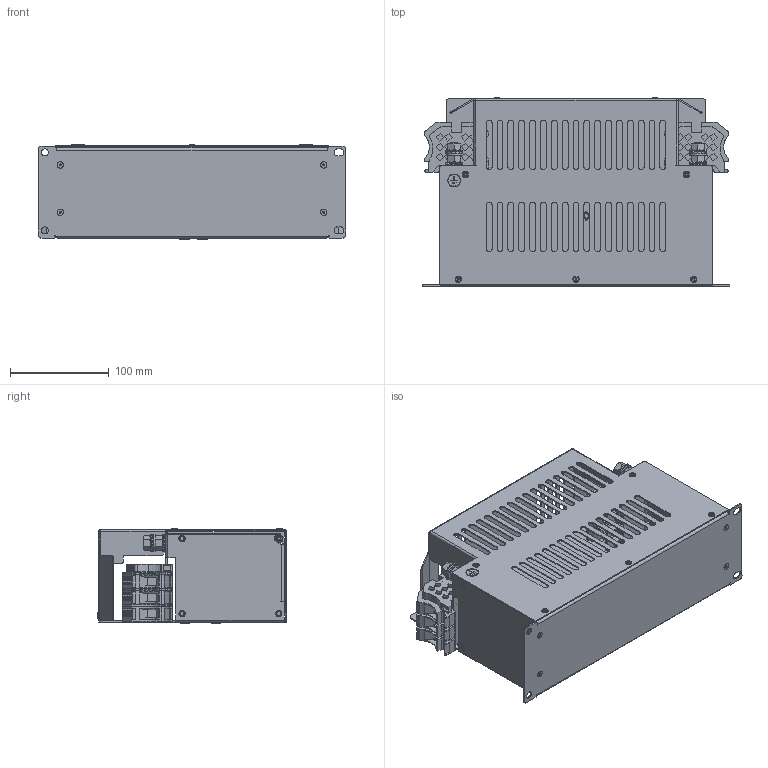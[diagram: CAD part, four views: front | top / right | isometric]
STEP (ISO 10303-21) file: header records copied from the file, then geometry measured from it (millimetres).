
FILE_DESCRIPTION (( 'STEP AP214' ), '1' );
FILE_NAME ('KMF3100A.STEP', '2020-02-24T18:42:03', ( '' ), ( '' ), 'SwSTEP 2.0', 'SolidWorks 2017', '' );
FILE_SCHEMA (( 'AUTOMOTIVE_DESIGN' ));
Length unit declared in the file: inch
Products named in the file (1): KMF3100A
Bounding box: 312 x 191 x 95.77 mm (x, y, z)
Volume: 434424 mm3; surface area: 459814.3 mm2
Topology: 67 solids, 67 shells, 4892 faces, 12440 edges, 7901 vertices
Faces by surface type: plane 2791, cylinder 1215, cone 766, torus 104, bspline 16
Entity records: 212326 total; most frequent: CARTESIAN_POINT 28038, DIRECTION 24944, ORIENTED_EDGE 24872, EDGE_CURVE 12436, LINE 8354, VECTOR 8354, AXIS2_PLACEMENT_3D 8295, VERTEX_POINT 7901
